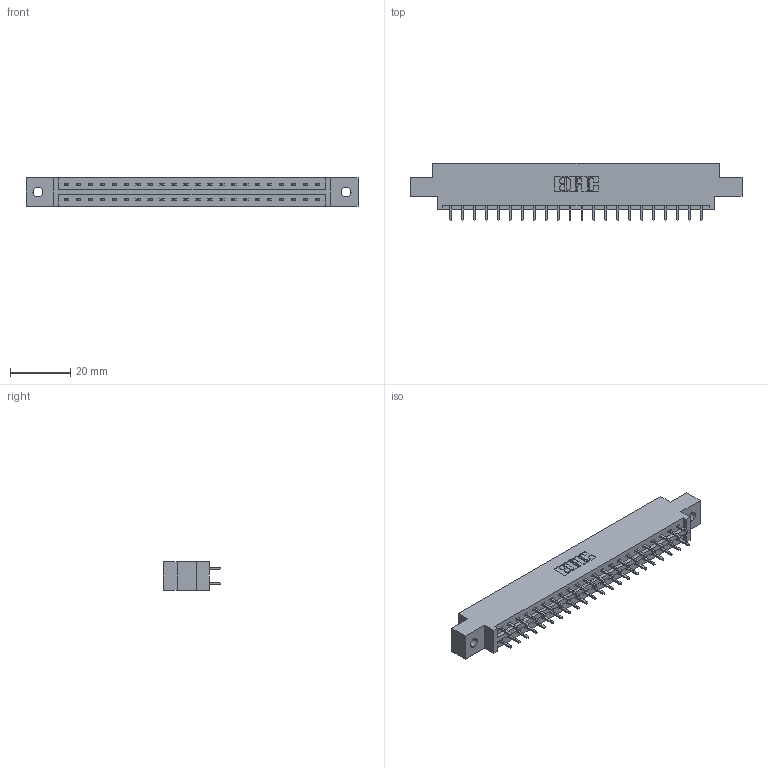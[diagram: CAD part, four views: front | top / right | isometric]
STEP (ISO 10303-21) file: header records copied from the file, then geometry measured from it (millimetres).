
FILE_DESCRIPTION (( 'STEP AP203' ), '1' );
FILE_NAME ('387-044-521-802.STEP', '2019-10-18T05:16:22', ( '' ), ( '' ), 'SwSTEP 2.0', 'SolidWorks 2016', '' );
FILE_SCHEMA (( 'CONFIG_CONTROL_DESIGN' ));
Length unit declared in the file: inch
Products named in the file (3): 345-292-001_345-293-121; 337 Part_0.170 Offset - 0.128 Dia; 387-044-521-802
Assembly tree (45 placements, depth 2):
  387-044-521-802
    337 Part_0.170 Offset - 0.128 Dia
    345-292-001_345-293-121  x44
Bounding box: 110.19 x 19.06 x 9.4 mm (x, y, z)
Volume: 11173.8 mm3; surface area: 12142.4 mm2
Topology: 45 solids, 45 shells, 2494 faces, 7407 edges, 4878 vertices
Faces by surface type: plane 1746, cylinder 748
Entity records: 19797 total; most frequent: CARTESIAN_POINT 3354, ORIENTED_EDGE 3290, DIRECTION 2889, EDGE_CURVE 1645, LINE 1517, VECTOR 1517, VERTEX_POINT 1094, AXIS2_PLACEMENT_3D 686
